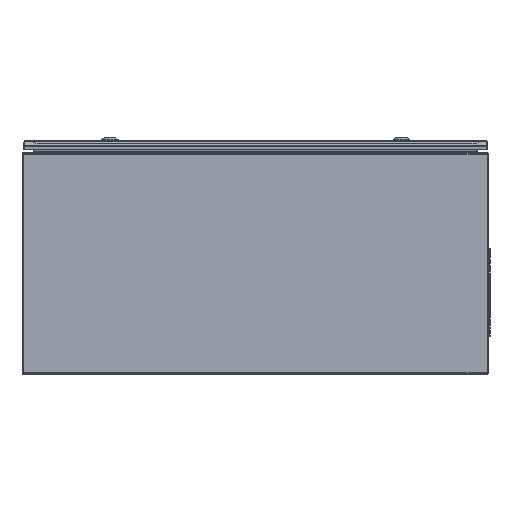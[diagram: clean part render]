
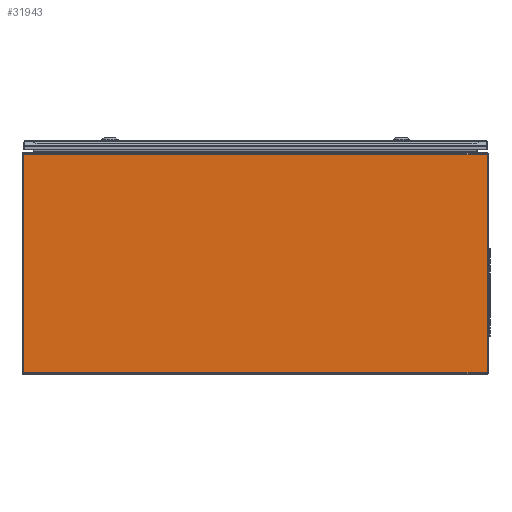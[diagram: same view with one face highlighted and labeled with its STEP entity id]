
A CAD part, left-side view. The second image highlights one B-rep face of the part: STEP entity #31943.
In plain terms, the highlighted planar face has unit normal (-1, 0, 0).
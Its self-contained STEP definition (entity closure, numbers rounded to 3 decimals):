
#3592 = CARTESIAN_POINT ( 'NONE',  ( -300., -400., 397. ) ) ;
#3604 = PLANE ( 'NONE',  #35202 ) ;
#3612 = DIRECTION ( 'NONE',  ( 1., 0., 0. ) ) ;
#3616 = DIRECTION ( 'NONE',  ( 0., 0., -1. ) ) ;
#13403 = FACE_OUTER_BOUND ( 'NONE', #27435, .T. ) ;
#17186 = EDGE_CURVE ( 'NONE', #25243, #25272, #22466, .T. ) ;
#17189 = EDGE_CURVE ( 'NONE', #25272, #25239, #22473, .T. ) ;
#17216 = EDGE_CURVE ( 'NONE', #25239, #25271, #22465, .T. ) ;
#17262 = EDGE_CURVE ( 'NONE', #25271, #25243, #22539, .T. ) ;
#20826 = CARTESIAN_POINT ( 'NONE',  ( -300., -397.6, 2.4 ) ) ;
#20827 = CARTESIAN_POINT ( 'NONE',  ( -300., 397.6, 377.6 ) ) ;
#20903 = CARTESIAN_POINT ( 'NONE',  ( -300., 397.6, 2.4 ) ) ;
#20923 = CARTESIAN_POINT ( 'NONE',  ( -300., -397.6, 377.6 ) ) ;
#22444 = VECTOR ( 'NONE', #30589, 1000. ) ;
#22455 = VECTOR ( 'NONE', #30576, 1000. ) ;
#22465 = LINE ( 'NONE', #30548, #22479 ) ;
#22466 = LINE ( 'NONE', #30559, #22455 ) ;
#22473 = LINE ( 'NONE', #30584, #22444 ) ;
#22479 = VECTOR ( 'NONE', #30555, 1000. ) ;
#22504 = VECTOR ( 'NONE', #30780, 1000. ) ;
#22539 = LINE ( 'NONE', #30729, #22504 ) ;
#25239 = VERTEX_POINT ( 'NONE', #20826 ) ;
#25243 = VERTEX_POINT ( 'NONE', #20827 ) ;
#25271 = VERTEX_POINT ( 'NONE', #20923 ) ;
#25272 = VERTEX_POINT ( 'NONE', #20903 ) ;
#27435 = EDGE_LOOP ( 'NONE', ( #34375, #34381, #34326, #34292 ) ) ;
#30548 = CARTESIAN_POINT ( 'NONE',  ( -300., -397.6, 397. ) ) ;
#30555 = DIRECTION ( 'NONE',  ( 0., 0., 1. ) ) ;
#30559 = CARTESIAN_POINT ( 'NONE',  ( -300., 397.6, 397. ) ) ;
#30576 = DIRECTION ( 'NONE',  ( 0., 0., -1. ) ) ;
#30584 = CARTESIAN_POINT ( 'NONE',  ( -300., -400., 2.4 ) ) ;
#30589 = DIRECTION ( 'NONE',  ( 0., -1., 0. ) ) ;
#30729 = CARTESIAN_POINT ( 'NONE',  ( -300., -400., 377.6 ) ) ;
#30780 = DIRECTION ( 'NONE',  ( 0., 1., 0. ) ) ;
#31943 = ADVANCED_FACE ( 'NONE', ( #13403 ), #3604, .F. ) ;
#34292 = ORIENTED_EDGE ( 'NONE', *, *, #17189, .T. ) ;
#34326 = ORIENTED_EDGE ( 'NONE', *, *, #17186, .T. ) ;
#34375 = ORIENTED_EDGE ( 'NONE', *, *, #17216, .T. ) ;
#34381 = ORIENTED_EDGE ( 'NONE', *, *, #17262, .T. ) ;
#35202 = AXIS2_PLACEMENT_3D ( 'NONE', #3592, #3612, #3616 ) ;
